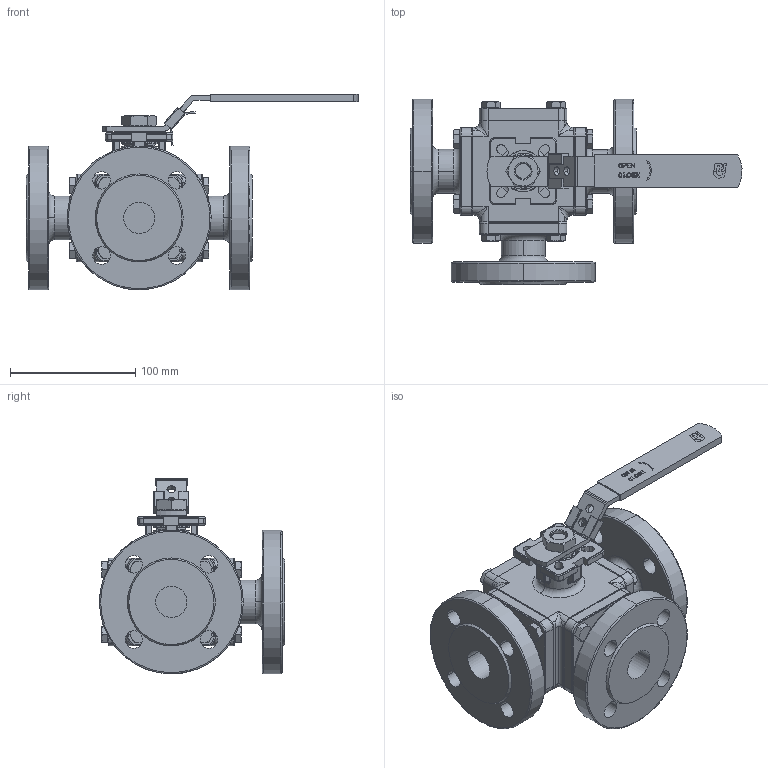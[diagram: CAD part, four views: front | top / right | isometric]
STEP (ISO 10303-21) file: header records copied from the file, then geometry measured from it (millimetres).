
FILE_DESCRIPTION(('HOOPS Exchange Step'),'2;1');
FILE_NAME('FK0800_PN16_DN25.stp','2025-08-25T09:47:46+02:00',('nieru'),('Unknown organisation'),'HOOPS Exchange 2024.2','HOOPS Exchange','Unknown authorisation');
FILE_SCHEMA( ('AP203_CONFIGURATION_CONTROLLED_3D_DESIGN_OF_MECHANICAL_PARTS_AND_ASSEMBLIES_MIM_LF') );
Length unit declared in the file: millimetre
Products named in the file (2): 0; root
Assembly tree (1 placements, depth 2):
  root
    0
Bounding box: 265.42 x 148 x 156.5 mm (x, y, z)
Volume: 1216218.4 mm3; surface area: 178438.4 mm2
Topology: 3 solids, 3 shells, 1756 faces, 4678 edges, 2954 vertices
Faces by surface type: plane 699, cylinder 518, bspline 261, cone 180, torus 98
Entity records: 66705 total; most frequent: CARTESIAN_POINT 25114, ORIENTED_EDGE 9324, DIRECTION 7544, EDGE_CURVE 4662, VERTEX_POINT 2954, AXIS2_PLACEMENT_3D 2699, VECTOR 2146, LINE 2146
